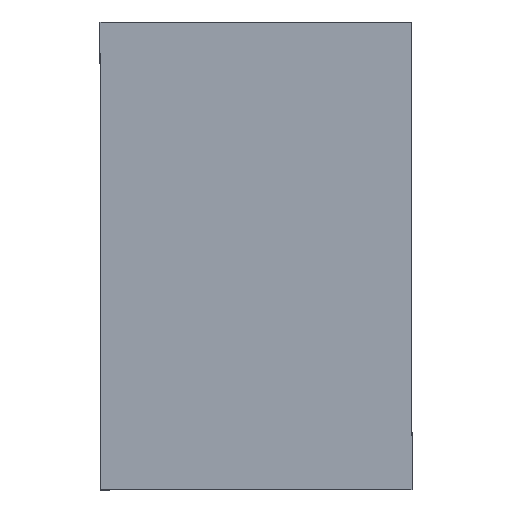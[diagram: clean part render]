
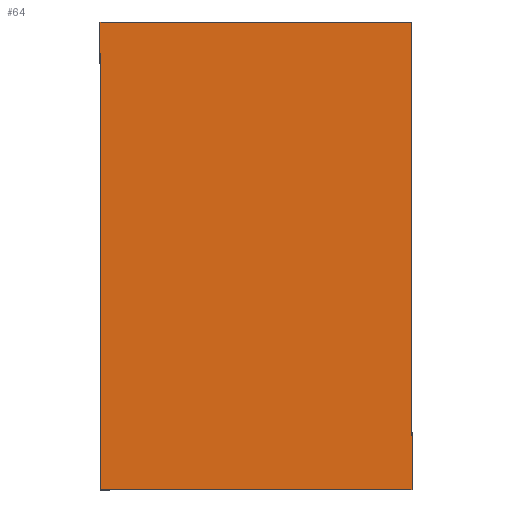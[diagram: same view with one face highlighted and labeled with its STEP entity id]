
A CAD part, front view. The second image highlights one B-rep face of the part: STEP entity #64.
In plain terms, the highlighted planar face has unit normal (0, -1, 0).
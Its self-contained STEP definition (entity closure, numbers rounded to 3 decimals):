
#1 = CARTESIAN_POINT ( 'NONE',  ( 12., 0., 0. ) ) ;
#5 = VECTOR ( 'NONE', #314, 1000. ) ;
#16 = DIRECTION ( 'NONE',  ( -1., 0., 0. ) ) ;
#52 = DIRECTION ( 'NONE',  ( -1., 0., 0. ) ) ;
#56 = VECTOR ( 'NONE', #16, 1000. ) ;
#64 = ADVANCED_FACE ( 'NONE', ( #601 ), #364, .F. ) ;
#91 = CARTESIAN_POINT ( 'NONE',  ( 12., 0., 0. ) ) ;
#100 = CARTESIAN_POINT ( 'NONE',  ( 0., 0., 0. ) ) ;
#131 = CARTESIAN_POINT ( 'NONE',  ( 0., 0., 0. ) ) ;
#134 = VECTOR ( 'NONE', #666, 1000. ) ;
#162 = VECTOR ( 'NONE', #444, 1000. ) ;
#174 = VERTEX_POINT ( 'NONE', #521 ) ;
#183 = VERTEX_POINT ( 'NONE', #100 ) ;
#258 = CARTESIAN_POINT ( 'NONE',  ( 12., 0., 8. ) ) ;
#272 = LINE ( 'NONE', #131, #162 ) ;
#314 = DIRECTION ( 'NONE',  ( -1., 0., 0. ) ) ;
#326 = LINE ( 'NONE', #519, #5 ) ;
#334 = EDGE_CURVE ( 'NONE', #584, #366, #356, .T. ) ;
#340 = ORIENTED_EDGE ( 'NONE', *, *, #334, .T. ) ;
#349 = AXIS2_PLACEMENT_3D ( 'NONE', #1, #525, #52 ) ;
#356 = LINE ( 'NONE', #588, #56 ) ;
#364 = PLANE ( 'NONE',  #349 ) ;
#366 = VERTEX_POINT ( 'NONE', #594 ) ;
#367 = ORIENTED_EDGE ( 'NONE', *, *, #448, .T. ) ;
#444 = DIRECTION ( 'NONE',  ( 0., 0., 1. ) ) ;
#448 = EDGE_CURVE ( 'NONE', #174, #584, #554, .T. ) ;
#459 = EDGE_CURVE ( 'NONE', #183, #366, #272, .T. ) ;
#465 = EDGE_LOOP ( 'NONE', ( #340, #486, #496, #367 ) ) ;
#486 = ORIENTED_EDGE ( 'NONE', *, *, #459, .F. ) ;
#496 = ORIENTED_EDGE ( 'NONE', *, *, #585, .F. ) ;
#519 = CARTESIAN_POINT ( 'NONE',  ( 12., 0., 0. ) ) ;
#521 = CARTESIAN_POINT ( 'NONE',  ( 12., 0., 0. ) ) ;
#525 = DIRECTION ( 'NONE',  ( 0., 1., 0. ) ) ;
#554 = LINE ( 'NONE', #91, #134 ) ;
#584 = VERTEX_POINT ( 'NONE', #258 ) ;
#585 = EDGE_CURVE ( 'NONE', #174, #183, #326, .T. ) ;
#588 = CARTESIAN_POINT ( 'NONE',  ( 12., 0., 8. ) ) ;
#594 = CARTESIAN_POINT ( 'NONE',  ( 0., 0., 8. ) ) ;
#601 = FACE_OUTER_BOUND ( 'NONE', #465, .T. ) ;
#666 = DIRECTION ( 'NONE',  ( 0., 0., 1. ) ) ;
